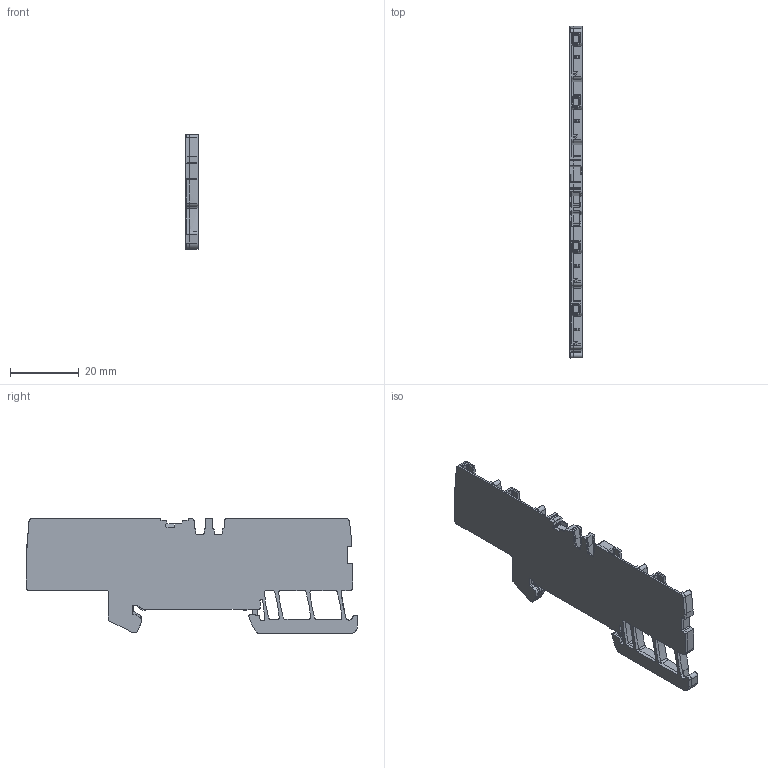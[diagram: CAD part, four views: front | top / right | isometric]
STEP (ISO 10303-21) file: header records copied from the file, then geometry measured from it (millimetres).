
FILE_DESCRIPTION(('CATIA V5 STEP Exchange','CAx-IF Rec.Pracs.--- Model Styling and Organization---1.4--- 2014-01-23'),'2;1');
FILE_NAME ('1480900-5_0_2898140000_2898140000.stp','2023-04-21T06:43:06+00:00',('none'),('Weidmueller'),'CATIA Version 5-6 Release 2016 SP3 HF44','CATIA V5 STEP AP214','none');
FILE_SCHEMA(('AUTOMOTIVE_DESIGN { 1 0 10303 214 1 1 1 1 }'));
Length unit declared in the file: millimetre
Products named in the file (1): 2898140000
Bounding box: 3.5 x 96.32 x 33.35 mm (x, y, z)
Volume: 6161.2 mm3; surface area: 10852.2 mm2
Topology: 10 solids, 11 shells, 1001 faces, 2851 edges, 1856 vertices
Faces by surface type: plane 514, cylinder 386, extrusion 64, torus 18, bspline 16, sphere 3
Entity records: 41024 total; most frequent: CARTESIAN_POINT 17327, ORIENTED_EDGE 5666, DIRECTION 3614, EDGE_CURVE 2833, VECTOR 1962, LINE 1898, VERTEX_POINT 1856, AXIS2_PLACEMENT_3D 1081
